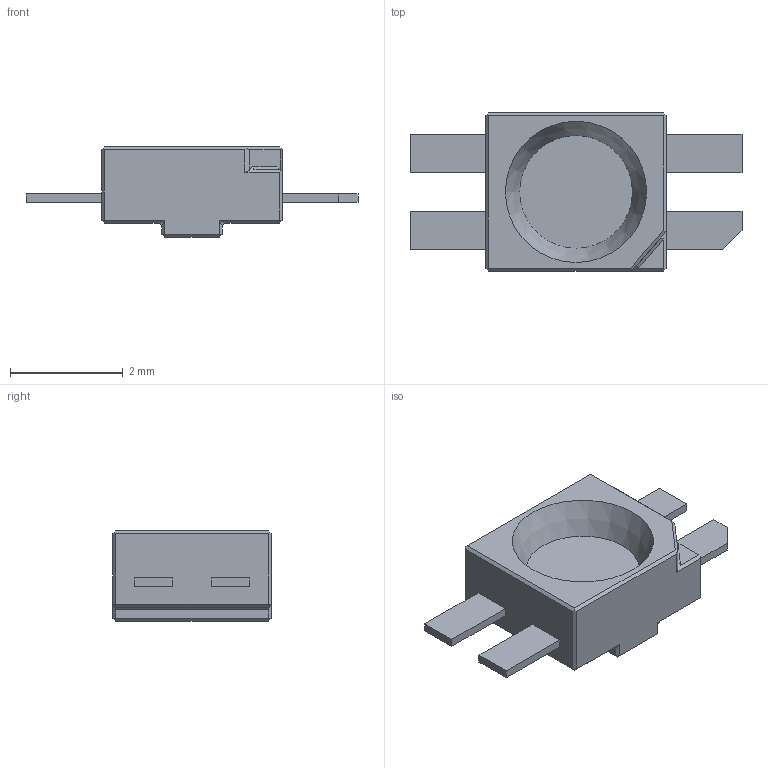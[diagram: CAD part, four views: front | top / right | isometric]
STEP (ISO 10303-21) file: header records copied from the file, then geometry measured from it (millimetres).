
FILE_DESCRIPTION(/* description */ (''),/* implementation_level */ '2;1');
FILE_NAME(/* name */ '3228_reverse_mount_led.step',/* time_stamp */ '2020-01-09T17:27:54+11:00',/* author */ (''),/* organization */ (''),/* preprocessor_version */ 'ST-DEVELOPER v18',/* originating_system */ 'Autodesk Translation Framework v8.12.0.6',/* authorisation */ '');
FILE_SCHEMA (('AUTOMOTIVE_DESIGN { 1 0 10303 214 3 1 1 }'));
Length unit declared in the file: millimetre
Products named in the file (1): 3228_reverse_mount_led
Bounding box: 5.88 x 2.8 x 1.6 mm (x, y, z)
Volume: 10.3 mm3; surface area: 52.7 mm2
Topology: 1 solids, 2 shells, 78 faces, 178 edges, 107 vertices
Faces by surface type: plane 76, cone 1, cylinder 1
Full cylindrical faces by diameter (mm): 2.5 x1
Entity records: 2160 total; most frequent: CARTESIAN_POINT 364, ORIENTED_EDGE 353, DIRECTION 341, EDGE_CURVE 178, LINE 173, VECTOR 173, VERTEX_POINT 107, AXIS2_PLACEMENT_3D 84
